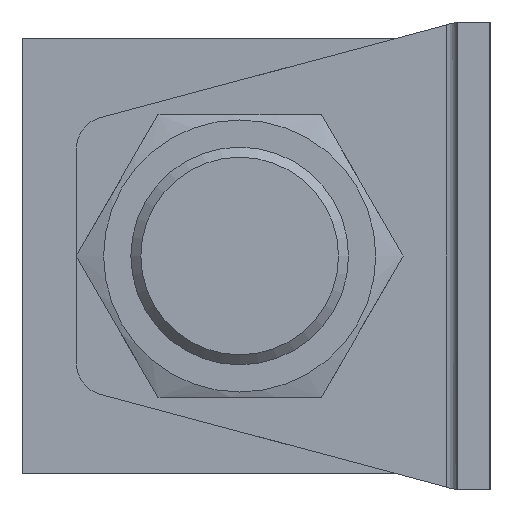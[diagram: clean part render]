
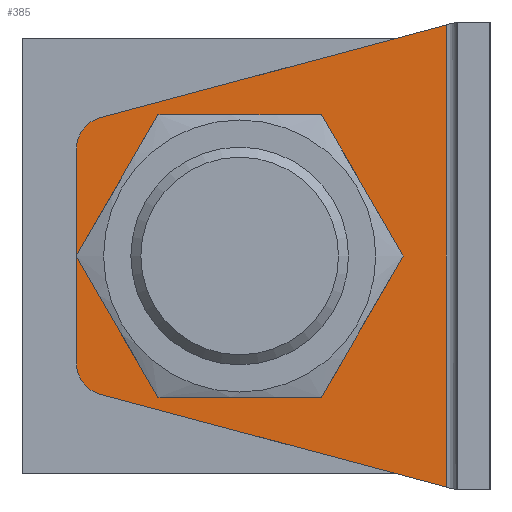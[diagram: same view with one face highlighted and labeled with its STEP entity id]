
A CAD part, left-side view. The second image highlights one B-rep face of the part: STEP entity #385.
In plain terms, the highlighted face is planar.
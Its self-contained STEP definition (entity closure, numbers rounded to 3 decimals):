
#385 = ADVANCED_FACE( '', ( #790, #791 ), #792, .T. );
#790 = FACE_BOUND( '', #1263, .T. );
#791 = FACE_OUTER_BOUND( '', #1264, .T. );
#792 = PLANE( '', #1265 );
#1263 = EDGE_LOOP( '', ( #1990 ) );
#1264 = EDGE_LOOP( '', ( #1991, #1992, #1993, #1994, #1995, #1996 ) );
#1265 = AXIS2_PLACEMENT_3D( '', #1997, #1998, #1999 );
#1990 = ORIENTED_EDGE( '', *, *, #2723, .F. );
#1991 = ORIENTED_EDGE( '', *, *, #2675, .T. );
#1992 = ORIENTED_EDGE( '', *, *, #2583, .T. );
#1993 = ORIENTED_EDGE( '', *, *, #2612, .F. );
#1994 = ORIENTED_EDGE( '', *, *, #2573, .T. );
#1995 = ORIENTED_EDGE( '', *, *, #2724, .T. );
#1996 = ORIENTED_EDGE( '', *, *, #2725, .T. );
#1997 = CARTESIAN_POINT( '', ( 3., 38., 21.5 ) );
#1998 = DIRECTION( '', ( 1., 0., 0. ) );
#1999 = DIRECTION( '', ( 0., 0., -1. ) );
#2573 = EDGE_CURVE( '', #3001, #3002, #3003, .T. );
#2583 = EDGE_CURVE( '', #3018, #3019, #3020, .T. );
#2612 = EDGE_CURVE( '', #3001, #3019, #3065, .T. );
#2675 = EDGE_CURVE( '', #3158, #3018, #3159, .T. );
#2723 = EDGE_CURVE( '', #3229, #3229, #3230, .T. );
#2724 = EDGE_CURVE( '', #3002, #3231, #3232, .T. );
#2725 = EDGE_CURVE( '', #3231, #3158, #3233, .T. );
#3001 = VERTEX_POINT( '', #3841 );
#3002 = VERTEX_POINT( '', #3842 );
#3003 = CIRCLE( '', #3843, 3. );
#3018 = VERTEX_POINT( '', #3860 );
#3019 = VERTEX_POINT( '', #3861 );
#3020 = CIRCLE( '', #3862, 3. );
#3065 = LINE( '', #3920, #3921 );
#3158 = VERTEX_POINT( '', #4179 );
#3159 = LINE( '', #4180, #4181 );
#3229 = VERTEX_POINT( '', #4356 );
#3230 = CIRCLE( '', #4357, 10.1 );
#3231 = VERTEX_POINT( '', #4358 );
#3232 = LINE( '', #4359, #4360 );
#3233 = LINE( '', #4361, #4362 );
#3841 = CARTESIAN_POINT( '', ( 3., 38., 9.82 ) );
#3842 = CARTESIAN_POINT( '', ( 3., 35.776, 12.718 ) );
#3843 = AXIS2_PLACEMENT_3D( '', #4767, #4768, #4769 );
#3860 = CARTESIAN_POINT( '', ( 3., 35.776, -12.718 ) );
#3861 = CARTESIAN_POINT( '', ( 3., 38., -9.82 ) );
#3862 = AXIS2_PLACEMENT_3D( '', #4784, #4785, #4786 );
#3920 = CARTESIAN_POINT( '', ( 3., 38., 21.5 ) );
#3921 = VECTOR( '', #4830, 1000. );
#4179 = CARTESIAN_POINT( '', ( 3., 4., -21.232 ) );
#4180 = CARTESIAN_POINT( '', ( 3., 3., -21.5 ) );
#4181 = VECTOR( '', #4903, 1000. );
#4356 = CARTESIAN_POINT( '', ( 3., 23., -10.1 ) );
#4357 = AXIS2_PLACEMENT_3D( '', #4960, #4961, #4962 );
#4358 = CARTESIAN_POINT( '', ( 3., 4., 21.232 ) );
#4359 = CARTESIAN_POINT( '', ( 3., 35.776, 12.718 ) );
#4360 = VECTOR( '', #4963, 1000. );
#4361 = CARTESIAN_POINT( '', ( 3., 4., 21.5 ) );
#4362 = VECTOR( '', #4964, 1000. );
#4767 = CARTESIAN_POINT( '', ( 3., 35., 9.82 ) );
#4768 = DIRECTION( '', ( 1., 0., 0. ) );
#4769 = DIRECTION( '', ( 0., 0., -1. ) );
#4784 = CARTESIAN_POINT( '', ( 3., 35., -9.82 ) );
#4785 = DIRECTION( '', ( 1., 0., 0. ) );
#4786 = DIRECTION( '', ( 0., 0., -1. ) );
#4830 = DIRECTION( '', ( 0., 0., -1. ) );
#4903 = DIRECTION( '', ( 0., 0.966, 0.259 ) );
#4960 = CARTESIAN_POINT( '', ( 3., 23., 0. ) );
#4961 = DIRECTION( '', ( 1., 0., 0. ) );
#4962 = DIRECTION( '', ( 0., 0., -1. ) );
#4963 = DIRECTION( '', ( 0., -0.966, 0.259 ) );
#4964 = DIRECTION( '', ( 0., 0., -1. ) );
